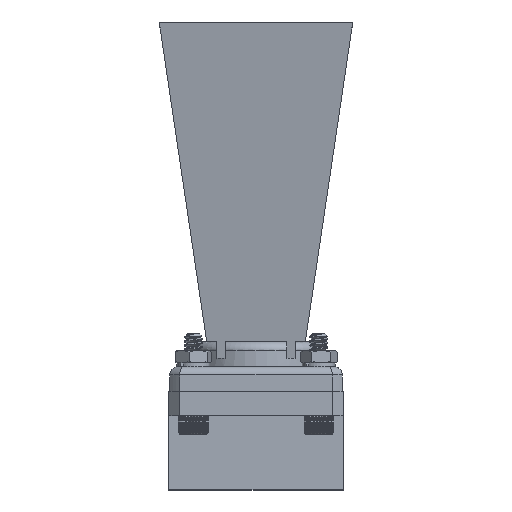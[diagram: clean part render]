
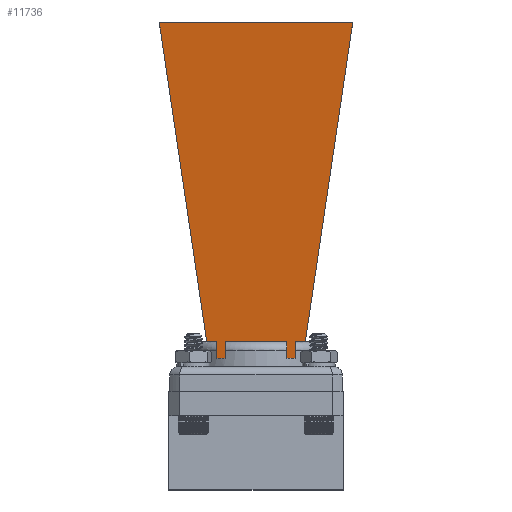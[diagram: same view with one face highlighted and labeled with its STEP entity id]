
A CAD part, front view. The second image highlights one B-rep face of the part: STEP entity #11736.
In plain terms, the highlighted face is planar.
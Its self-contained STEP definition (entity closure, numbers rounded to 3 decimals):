
#4 = CARTESIAN_POINT ( 'NONE',  ( 71.182, -13.54, -18.665 ) ) ;
#205 = VECTOR ( 'NONE', #17038, 1000. ) ;
#441 = CARTESIAN_POINT ( 'NONE',  ( 5.922, -4.968, 5.968 ) ) ;
#643 = ORIENTED_EDGE ( 'NONE', *, *, #13134, .T. ) ;
#1047 = VECTOR ( 'NONE', #16502, 1000. ) ;
#1234 = CARTESIAN_POINT ( 'NONE',  ( 6.421, -5.033, 9.062 ) ) ;
#1408 = CARTESIAN_POINT ( 'NONE',  ( 9.558, -5.446, 9.528 ) ) ;
#1575 = DIRECTION ( 'NONE',  ( 0.13, 0.991, 0. ) ) ;
#1787 = DIRECTION ( 'NONE',  ( 0., 0., -1. ) ) ;
#1833 = ORIENTED_EDGE ( 'NONE', *, *, #3038, .T. ) ;
#1857 = DIRECTION ( 'NONE',  ( 0.991, -0.13, 0. ) ) ;
#1935 = CARTESIAN_POINT ( 'NONE',  ( 5.922, -4.968, -7.544 ) ) ;
#1979 = CARTESIAN_POINT ( 'NONE',  ( 71.182, -13.54, 18.667 ) ) ;
#2143 = VECTOR ( 'NONE', #4319, 1000. ) ;
#2333 = VECTOR ( 'NONE', #11290, 1000. ) ;
#2765 = ORIENTED_EDGE ( 'NONE', *, *, #8322, .T. ) ;
#2800 = VERTEX_POINT ( 'NONE', #12149 ) ;
#3038 = EDGE_CURVE ( 'NONE', #4974, #7823, #7838, .T. ) ;
#3441 = VECTOR ( 'NONE', #16546, 1000. ) ;
#3540 = EDGE_CURVE ( 'NONE', #2800, #11037, #10290, .T. ) ;
#3570 = ORIENTED_EDGE ( 'NONE', *, *, #3540, .T. ) ;
#4036 = CARTESIAN_POINT ( 'NONE',  ( 71.182, -13.54, 20.523 ) ) ;
#4274 = VERTEX_POINT ( 'NONE', #9198 ) ;
#4319 = DIRECTION ( 'NONE',  ( 0., 0., -1. ) ) ;
#4340 = CARTESIAN_POINT ( 'NONE',  ( 9.558, -5.446, -7.544 ) ) ;
#4890 = VECTOR ( 'NONE', #12296, 1000. ) ;
#4974 = VERTEX_POINT ( 'NONE', #5528 ) ;
#5027 = CARTESIAN_POINT ( 'NONE',  ( 5.922, -4.968, 7.543 ) ) ;
#5157 = EDGE_CURVE ( 'NONE', #5662, #2800, #11412, .T. ) ;
#5326 = LINE ( 'NONE', #4036, #2143 ) ;
#5364 = VERTEX_POINT ( 'NONE', #15407 ) ;
#5502 = CARTESIAN_POINT ( 'NONE',  ( 9.558, -5.446, 20.523 ) ) ;
#5528 = CARTESIAN_POINT ( 'NONE',  ( 9.558, -5.446, 7.543 ) ) ;
#5662 = VERTEX_POINT ( 'NONE', #4340 ) ;
#6347 = DIRECTION ( 'NONE',  ( -0.991, 0.13, 0. ) ) ;
#6405 = ORIENTED_EDGE ( 'NONE', *, *, #8671, .T. ) ;
#6708 = VERTEX_POINT ( 'NONE', #1408 ) ;
#6759 = EDGE_CURVE ( 'NONE', #4274, #5364, #8234, .T. ) ;
#6835 = DIRECTION ( 'NONE',  ( 0., 0., -1. ) ) ;
#6878 = CARTESIAN_POINT ( 'NONE',  ( 5.922, -4.968, -5.97 ) ) ;
#6913 = ORIENTED_EDGE ( 'NONE', *, *, #10443, .T. ) ;
#7774 = CARTESIAN_POINT ( 'NONE',  ( 6.358, -5.025, -7.544 ) ) ;
#7795 = VECTOR ( 'NONE', #1787, 1000. ) ;
#7823 = VERTEX_POINT ( 'NONE', #17005 ) ;
#7838 = LINE ( 'NONE', #5027, #10962 ) ;
#8006 = VERTEX_POINT ( 'NONE', #1979 ) ;
#8234 = LINE ( 'NONE', #441, #1047 ) ;
#8263 = VERTEX_POINT ( 'NONE', #13799 ) ;
#8305 = VECTOR ( 'NONE', #6835, 1000. ) ;
#8322 = EDGE_CURVE ( 'NONE', #6708, #4974, #11548, .T. ) ;
#8471 = PLANE ( 'NONE',  #16890 ) ;
#8543 = ORIENTED_EDGE ( 'NONE', *, *, #5157, .T. ) ;
#8671 = EDGE_CURVE ( 'NONE', #16474, #5662, #14305, .T. ) ;
#8791 = VERTEX_POINT ( 'NONE', #14909 ) ;
#9198 = CARTESIAN_POINT ( 'NONE',  ( 6.358, -5.025, 5.968 ) ) ;
#9393 = FACE_OUTER_BOUND ( 'NONE', #15457, .T. ) ;
#9636 = CARTESIAN_POINT ( 'NONE',  ( 4.75, -4.814, 20.523 ) ) ;
#9712 = CARTESIAN_POINT ( 'NONE',  ( 6.358, -5.025, -7.544 ) ) ;
#10037 = CARTESIAN_POINT ( 'NONE',  ( 9.558, -5.446, 20.523 ) ) ;
#10290 = LINE ( 'NONE', #15537, #2333 ) ;
#10443 = EDGE_CURVE ( 'NONE', #8006, #6708, #10642, .T. ) ;
#10642 = LINE ( 'NONE', #1234, #11254 ) ;
#10909 = DIRECTION ( 'NONE',  ( -0.991, 0.13, 0. ) ) ;
#10962 = VECTOR ( 'NONE', #6347, 1000. ) ;
#11037 = VERTEX_POINT ( 'NONE', #4 ) ;
#11136 = CARTESIAN_POINT ( 'NONE',  ( 9.558, -5.446, 20.523 ) ) ;
#11254 = VECTOR ( 'NONE', #15284, 1000. ) ;
#11290 = DIRECTION ( 'NONE',  ( 0.981, -0.129, -0.145 ) ) ;
#11412 = LINE ( 'NONE', #11136, #3441 ) ;
#11548 = LINE ( 'NONE', #10037, #7795 ) ;
#11736 = ADVANCED_FACE ( 'NONE', ( #9393 ), #8471, .F. ) ;
#12149 = CARTESIAN_POINT ( 'NONE',  ( 9.558, -5.446, -9.526 ) ) ;
#12209 = LINE ( 'NONE', #6878, #17082 ) ;
#12296 = DIRECTION ( 'NONE',  ( 0., 0., -1. ) ) ;
#12858 = ORIENTED_EDGE ( 'NONE', *, *, #14261, .T. ) ;
#13134 = EDGE_CURVE ( 'NONE', #5364, #8263, #17391, .T. ) ;
#13183 = ORIENTED_EDGE ( 'NONE', *, *, #14894, .T. ) ;
#13403 = ORIENTED_EDGE ( 'NONE', *, *, #16980, .T. ) ;
#13528 = ORIENTED_EDGE ( 'NONE', *, *, #14160, .F. ) ;
#13572 = DIRECTION ( 'NONE',  ( -0.991, 0.13, 0. ) ) ;
#13799 = CARTESIAN_POINT ( 'NONE',  ( 9.558, -5.446, -5.97 ) ) ;
#13875 = VECTOR ( 'NONE', #1857, 1000. ) ;
#14160 = EDGE_CURVE ( 'NONE', #8006, #11037, #5326, .T. ) ;
#14261 = EDGE_CURVE ( 'NONE', #8791, #16474, #15030, .T. ) ;
#14305 = LINE ( 'NONE', #1935, #13875 ) ;
#14448 = CARTESIAN_POINT ( 'NONE',  ( 6.358, -5.025, 5.968 ) ) ;
#14894 = EDGE_CURVE ( 'NONE', #8263, #8791, #12209, .T. ) ;
#14909 = CARTESIAN_POINT ( 'NONE',  ( 6.358, -5.025, -5.97 ) ) ;
#14960 = ORIENTED_EDGE ( 'NONE', *, *, #6759, .T. ) ;
#15030 = LINE ( 'NONE', #9712, #4890 ) ;
#15284 = DIRECTION ( 'NONE',  ( -0.981, 0.129, -0.145 ) ) ;
#15407 = CARTESIAN_POINT ( 'NONE',  ( 9.558, -5.446, 5.968 ) ) ;
#15457 = EDGE_LOOP ( 'NONE', ( #6913, #2765, #1833, #13403, #14960, #643, #13183, #12858, #6405, #8543, #3570, #13528 ) ) ;
#15537 = CARTESIAN_POINT ( 'NONE',  ( 0.563, -4.264, -8.192 ) ) ;
#16474 = VERTEX_POINT ( 'NONE', #7774 ) ;
#16502 = DIRECTION ( 'NONE',  ( 0.991, -0.13, 0. ) ) ;
#16546 = DIRECTION ( 'NONE',  ( 0., 0., -1. ) ) ;
#16890 = AXIS2_PLACEMENT_3D ( 'NONE', #9636, #1575, #13572 ) ;
#16980 = EDGE_CURVE ( 'NONE', #7823, #4274, #17081, .T. ) ;
#17005 = CARTESIAN_POINT ( 'NONE',  ( 6.358, -5.025, 7.543 ) ) ;
#17038 = DIRECTION ( 'NONE',  ( 0., 0., -1. ) ) ;
#17081 = LINE ( 'NONE', #14448, #205 ) ;
#17082 = VECTOR ( 'NONE', #10909, 1000. ) ;
#17391 = LINE ( 'NONE', #5502, #8305 ) ;
